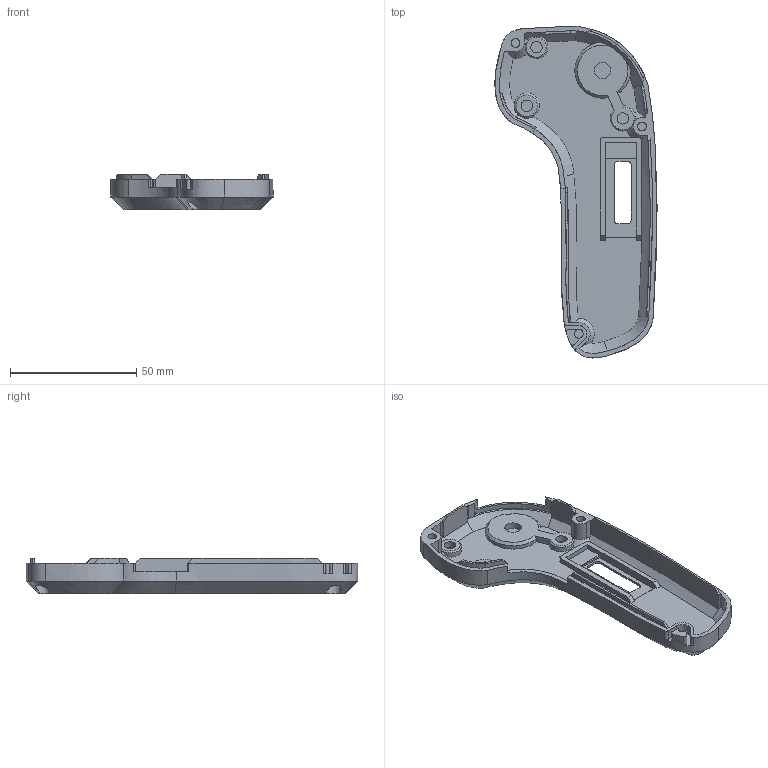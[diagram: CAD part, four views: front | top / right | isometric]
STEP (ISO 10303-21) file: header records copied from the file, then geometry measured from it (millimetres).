
FILE_DESCRIPTION(/* description */ (''),/* implementation_level */ '2;1');
FILE_NAME(/* name */ 'shell-top.stp',/* time_stamp */ '2021-04-28T19:30:39-05:00',/* author */ ('Patrick'),/* organization */ (''),/* preprocessor_version */ 'ST-DEVELOPER v18.1',/* originating_system */ 'Autodesk Inventor 2021',/* authorisation */ '');
FILE_SCHEMA (('AUTOMOTIVE_DESIGN { 1 0 10303 214 3 1 1 }'));
Length unit declared in the file: millimetre
Products named in the file (1): shell-top
Bounding box: 64.11 x 131.34 x 14 mm (x, y, z)
Volume: 17290.4 mm3; surface area: 18168.6 mm2
Topology: 1 solids, 1 shells, 172 faces, 472 edges, 308 vertices
Faces by surface type: plane 83, bspline 49, cylinder 32, cone 8
Full cylindrical faces by diameter (mm): 3.5 x3, 4.5 x3, 6.5 x1, 10 x1
Entity records: 7614 total; most frequent: CARTESIAN_POINT 3714, ORIENTED_EDGE 944, DIRECTION 587, EDGE_CURVE 472, VERTEX_POINT 308, AXIS2_PLACEMENT_3D 206, B_SPLINE_CURVE_WITH_KNOTS 202, EDGE_LOOP 180
